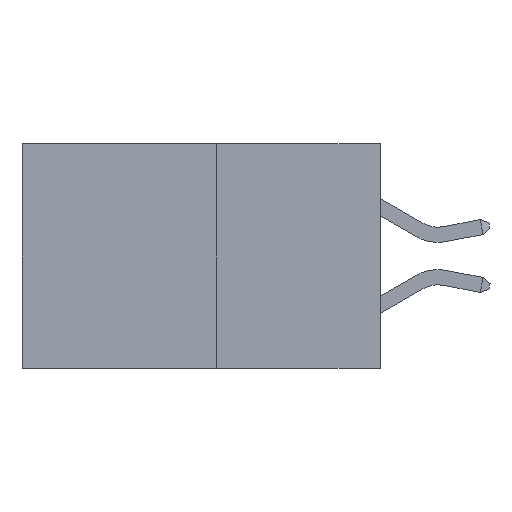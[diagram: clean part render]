
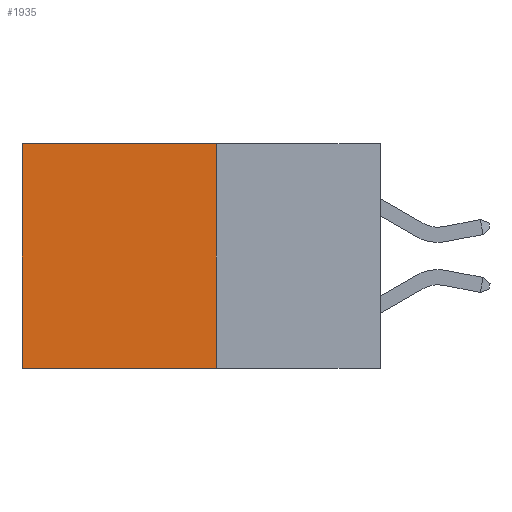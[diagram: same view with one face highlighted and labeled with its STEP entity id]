
A CAD part, left-side view. The second image highlights one B-rep face of the part: STEP entity #1935.
In plain terms, the highlighted planar face has unit normal (-1, 0, 0).
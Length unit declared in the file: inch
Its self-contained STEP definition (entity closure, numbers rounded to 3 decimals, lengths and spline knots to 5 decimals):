
#877 = VERTEX_POINT ( 'NONE', #27243 ) ;
#1865 = CARTESIAN_POINT ( 'NONE',  ( 0.277, 0.27, 0. ) ) ;
#1935 = ADVANCED_FACE ( 'NONE', ( #7588 ), #23501, .F. ) ;
#1967 = DIRECTION ( 'NONE',  ( 0., 1., 0. ) ) ;
#3340 = ORIENTED_EDGE ( 'NONE', *, *, #30003, .F. ) ;
#4086 = ORIENTED_EDGE ( 'NONE', *, *, #18531, .T. ) ;
#5311 = DIRECTION ( 'NONE',  ( 0., 0., -1. ) ) ;
#6796 = EDGE_LOOP ( 'NONE', ( #20991, #27872, #3340, #4086 ) ) ;
#7063 = DIRECTION ( 'NONE',  ( 0., 1., 0. ) ) ;
#7588 = FACE_OUTER_BOUND ( 'NONE', #6796, .T. ) ;
#8299 = VECTOR ( 'NONE', #22214, 39.37008 ) ;
#9584 = VECTOR ( 'NONE', #7063, 39.37008 ) ;
#10355 = LINE ( 'NONE', #28238, #9584 ) ;
#13805 = AXIS2_PLACEMENT_3D ( 'NONE', #14642, #30377, #5311 ) ;
#14006 = LINE ( 'NONE', #18192, #18133 ) ;
#14300 = VERTEX_POINT ( 'NONE', #17280 ) ;
#14642 = CARTESIAN_POINT ( 'NONE',  ( 0.277, 0.27, -0.37 ) ) ;
#15418 = LINE ( 'NONE', #19888, #8299 ) ;
#15863 = EDGE_CURVE ( 'NONE', #14300, #16279, #10355, .T. ) ;
#15889 = VECTOR ( 'NONE', #1967, 39.37008 ) ;
#16279 = VERTEX_POINT ( 'NONE', #20734 ) ;
#17280 = CARTESIAN_POINT ( 'NONE',  ( 0.277, 0.27, -0.37 ) ) ;
#18133 = VECTOR ( 'NONE', #20582, 39.37008 ) ;
#18192 = CARTESIAN_POINT ( 'NONE',  ( 0.277, 0.27, -0.37 ) ) ;
#18531 = EDGE_CURVE ( 'NONE', #28913, #877, #28355, .T. ) ;
#19106 = CARTESIAN_POINT ( 'NONE',  ( 0.277, 0.27, 0. ) ) ;
#19888 = CARTESIAN_POINT ( 'NONE',  ( 0.277, 0.59, -0.37 ) ) ;
#20582 = DIRECTION ( 'NONE',  ( 0., 0., -1. ) ) ;
#20734 = CARTESIAN_POINT ( 'NONE',  ( 0.277, 0.59, -0.37 ) ) ;
#20835 = EDGE_CURVE ( 'NONE', #877, #16279, #15418, .T. ) ;
#20991 = ORIENTED_EDGE ( 'NONE', *, *, #20835, .T. ) ;
#22214 = DIRECTION ( 'NONE',  ( 0., 0., -1. ) ) ;
#23501 = PLANE ( 'NONE',  #13805 ) ;
#27243 = CARTESIAN_POINT ( 'NONE',  ( 0.277, 0.59, 0. ) ) ;
#27872 = ORIENTED_EDGE ( 'NONE', *, *, #15863, .F. ) ;
#28238 = CARTESIAN_POINT ( 'NONE',  ( 0.277, 0.27, -0.37 ) ) ;
#28355 = LINE ( 'NONE', #1865, #15889 ) ;
#28913 = VERTEX_POINT ( 'NONE', #19106 ) ;
#30003 = EDGE_CURVE ( 'NONE', #28913, #14300, #14006, .T. ) ;
#30377 = DIRECTION ( 'NONE',  ( 1., 0., 0. ) ) ;
